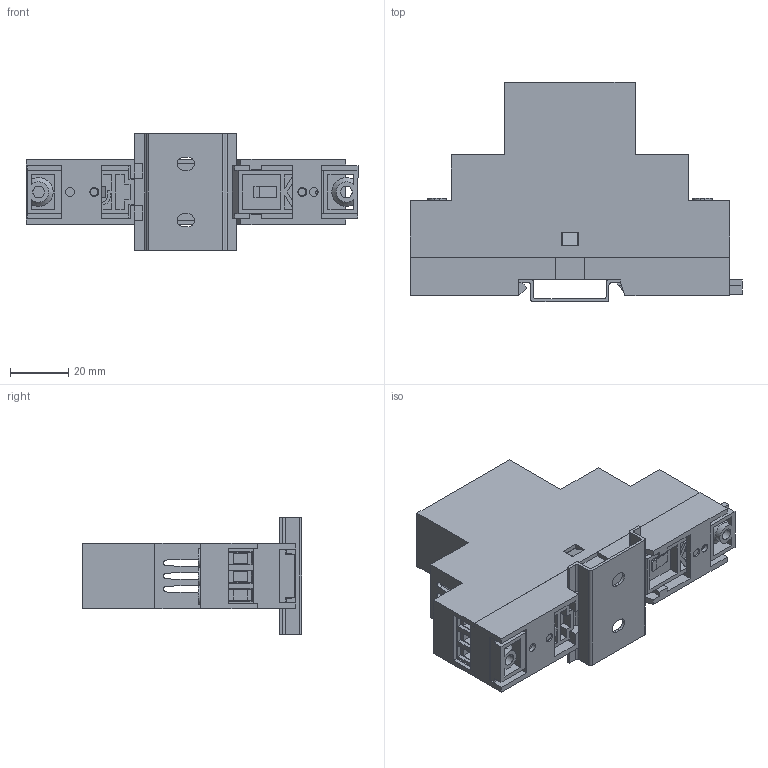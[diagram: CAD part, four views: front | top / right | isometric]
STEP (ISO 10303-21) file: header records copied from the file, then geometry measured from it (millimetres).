
FILE_DESCRIPTION (( 'STEP AP214' ), '1' );
FILE_NAME ('MD-6.35T-22.5-02.STEP', '2022-01-24T10:39:34', ( '' ), ( '' ), 'SwSTEP 2.0', 'SolidWorks 2017', '' );
FILE_SCHEMA (( 'AUTOMOTIVE_DESIGN' ));
Length unit declared in the file: millimetre
Products named in the file (21): Screw-small; Euro fixed Terminal-6.35-3Way; Base PCB-MDP-6.35T-22.5-01; Clip-Big; MD-6.35T-22.5-02; TopCover - MDC-6.35T-22.5; Vertical PCB-MD6.3T-22.5; Clip-Small; Base plate - MDB-MD6.35T-22.5; Rail-35
Assembly tree (11 placements, depth 2):
  Base PCB-MDP-6.35T-22.5-01
  MD-6.35T-22.5-02
    Base plate - MDB-MD6.35T-22.5
    TopCover - MDC-6.35T-22.5
    Base PCB-MDP-6.35T-22.5-01
    Euro fixed Terminal-6.35-3Way  x2
    Rail-35
    Clip-Big
    Clip-Small
    Screw-small  x2
    Vertical PCB-MD6.3T-22.5
  TopCover - MDC-6.35T-22.5
  Vertical PCB-MD6.3T-22.5
  Screw-small
Bounding box: 114.3 x 75.55 x 40 mm (x, y, z)
Volume: 46271.1 mm3; surface area: 64397.7 mm2
Topology: 11 solids, 11 shells, 721 faces, 2004 edges, 1310 vertices
Faces by surface type: plane 566, cylinder 129, cone 20, torus 6
Entity records: 20162 total; most frequent: CARTESIAN_POINT 3569, ORIENTED_EDGE 3438, DIRECTION 3175, EDGE_CURVE 1719, LINE 1453, VECTOR 1453, VERTEX_POINT 1123, AXIS2_PLACEMENT_3D 861
